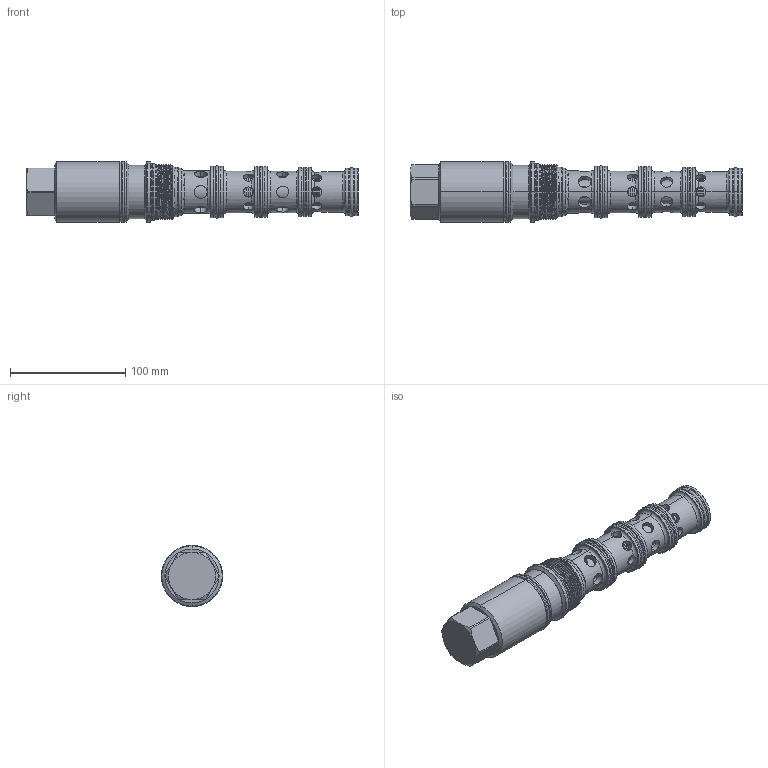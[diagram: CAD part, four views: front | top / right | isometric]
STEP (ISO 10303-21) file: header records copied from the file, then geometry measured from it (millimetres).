
FILE_DESCRIPTION (( 'STEP AP203' ), '1' );
FILE_NAME ('PDD54A6P24N320.STEP', '2020-04-30T00:26:25', ( '' ), ( '' ), 'SwSTEP 2.0', 'SolidWorks 2018', '' );
FILE_SCHEMA (( 'CONFIG_CONTROL_DESIGN' ));
Length unit declared in the file: millimetre
Products named in the file (1): PDD54A6P24N320
Bounding box: 287.69 x 53.11 x 53.11 mm (x, y, z)
Volume: 388574.2 mm3; surface area: 86245.7 mm2
Topology: 6 solids, 18 shells, 731 faces, 1927 edges, 1137 vertices
Faces by surface type: cylinder 467, plane 133, torus 85, cone 43, bspline 3
Entity records: 30115 total; most frequent: CARTESIAN_POINT 12214, ORIENTED_EDGE 3850, DIRECTION 3733, EDGE_CURVE 1925, AXIS2_PLACEMENT_3D 1660, VERTEX_POINT 1137, CIRCLE 931, EDGE_LOOP 856
